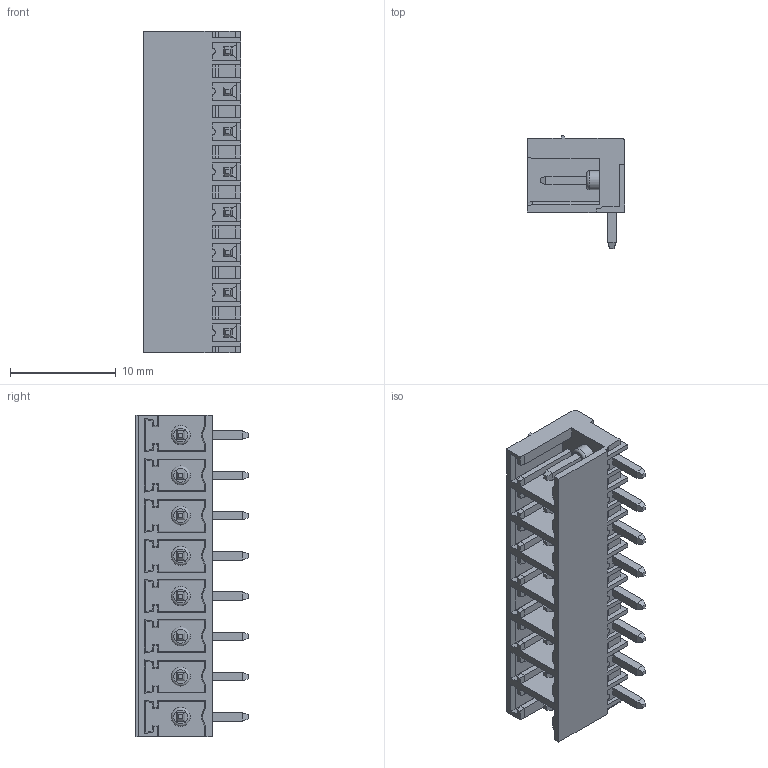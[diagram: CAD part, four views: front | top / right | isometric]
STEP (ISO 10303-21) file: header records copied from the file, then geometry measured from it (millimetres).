
FILE_DESCRIPTION( ( 'STEP AP214' ), '1' );
FILE_NAME( ' ', ' ', ( ' ' ), ( ' ' ), 'PSStep 13.0', 'VISI 18.0', ' ' );
FILE_SCHEMA( ( 'AUTOMOTIVE_DESIGN { 1 0 10303 214 1 1 1 1 }' ) );
Length unit declared in the file: millimetre
Products named in the file (1): 1
Bounding box: 9.2 x 10.65 x 30.48 mm (x, y, z)
Volume: 1069.6 mm3; surface area: 2429.4 mm2
Topology: 1 solids, 1 shells, 551 faces, 1437 edges, 910 vertices
Faces by surface type: plane 510, cylinder 25, cone 8, torus 8
Full cylindrical faces by diameter (mm): 1.8 x8
Entity records: 20694 total; most frequent: CARTESIAN_POINT 2915, ORIENTED_EDGE 2826, DIRECTION 2567, EDGE_CURVE 1413, LINE 1331, VECTOR 1331, VERTEX_POINT 902, AXIS2_PLACEMENT_3D 618
